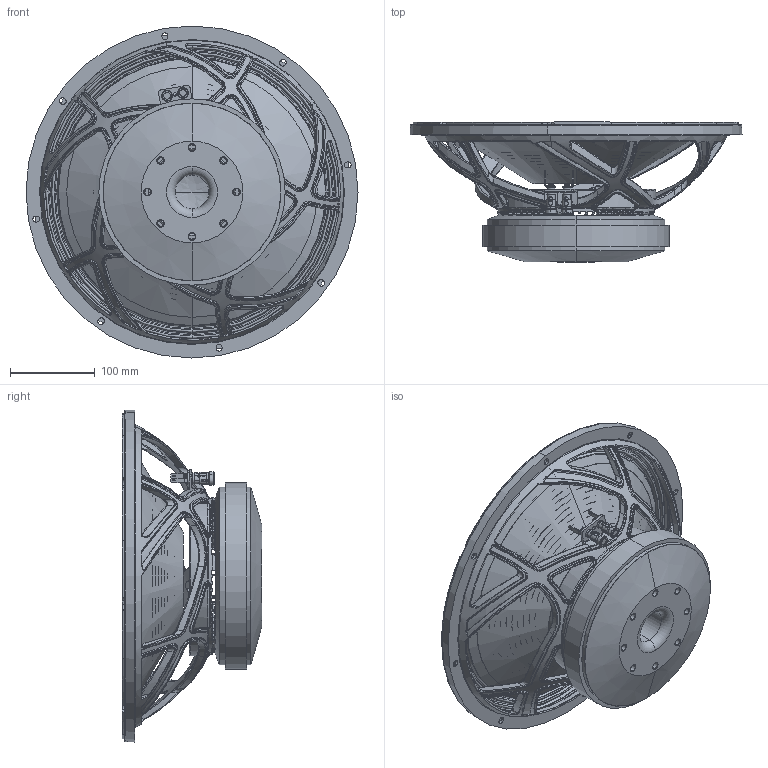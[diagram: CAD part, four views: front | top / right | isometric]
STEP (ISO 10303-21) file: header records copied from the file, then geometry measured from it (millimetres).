
FILE_DESCRIPTION (( 'STEP AP214' ), '1' );
FILE_NAME ('035 3D.STEP', '2023-04-21T09:07:27', ( '' ), ( '' ), 'SwSTEP 2.0', 'SolidWorks 2020', '' );
FILE_SCHEMA (( 'AUTOMOTIVE_DESIGN' ));
Length unit declared in the file: millimetre
Products named in the file (1): 035 3D
Bounding box: 392.06 x 164.9 x 392.06 mm (x, y, z)
Surface area: 652051.2 mm2 (no closed solid volume)
Topology: 0 solids, 49 shells, 1270 faces, 4331 edges, 2958 vertices
Faces by surface type: bspline 669, torus 213, cylinder 166, cone 143, plane 79
Entity records: 107949 total; most frequent: CARTESIAN_POINT 62549, ORIENTED_EDGE 6863, DIRECTION 5282, EDGE_CURVE 4318, VERTEX_POINT 2958, AXIS2_PLACEMENT_3D 2355, B_SPLINE_CURVE_WITH_KNOTS 1977, CIRCLE 1753
